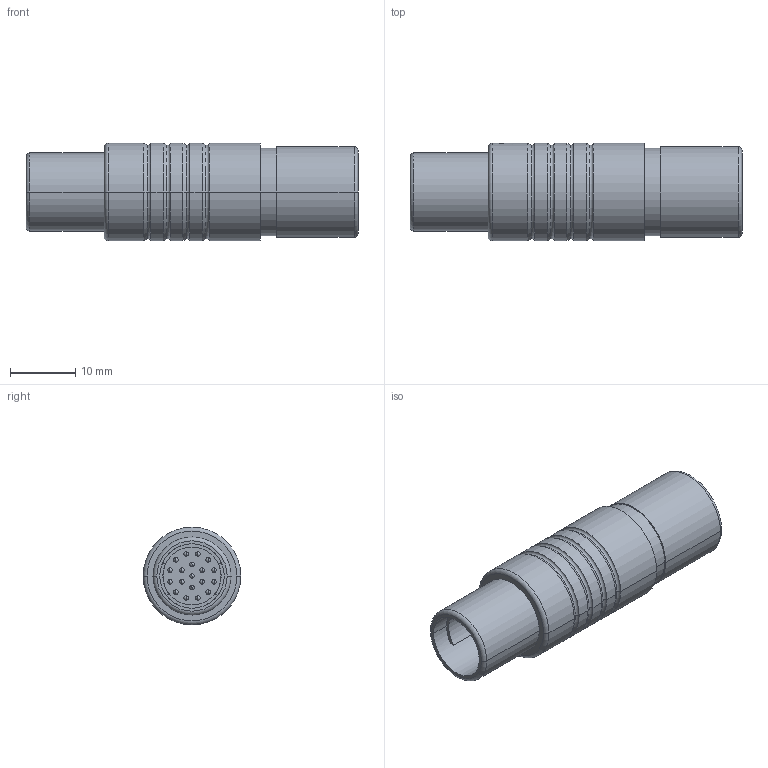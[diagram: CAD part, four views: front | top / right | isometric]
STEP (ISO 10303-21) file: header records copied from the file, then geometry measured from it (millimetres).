
FILE_DESCRIPTION((''),'2;1');
FILE_NAME('S12F2C-P19M','2021-03-11T15:26:21',('RTrager'),(''),'CREO PARAMETRIC BY PTC INC, 2018300','CREO PARAMETRIC BY PTC INC, 2018300','');
FILE_SCHEMA(('AP242_MANAGED_MODEL_BASED_3D_ENGINEERING_MIM_LF { 1 0 10303 442 1 1 4 }'));
Length unit declared in the file: millimetre
Products named in the file (1): S12F2C-P19M
Bounding box: 51 x 15 x 15 mm (x, y, z)
Volume: 5249.3 mm3; surface area: 4492.4 mm2
Topology: 1 solids, 1 shells, 314 faces, 782 edges, 477 vertices
Faces by surface type: cylinder 181, plane 55, sphere 38, torus 32, cone 8
Entity records: 15417 total; most frequent: CARTESIAN_POINT 2481, DIRECTION 1714, ORIENTED_EDGE 1488, PRESENTATION_STYLE_ASSIGNMENT 1006, STYLED_ITEM 750, CURVE_STYLE 744, EDGE_CURVE 744, AXIS2_PLACEMENT_3D 734
